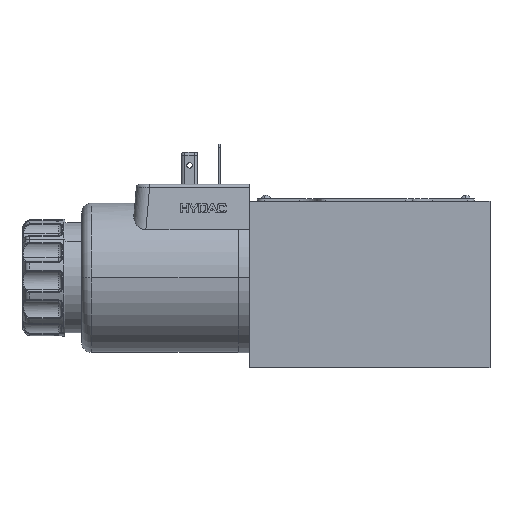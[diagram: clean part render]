
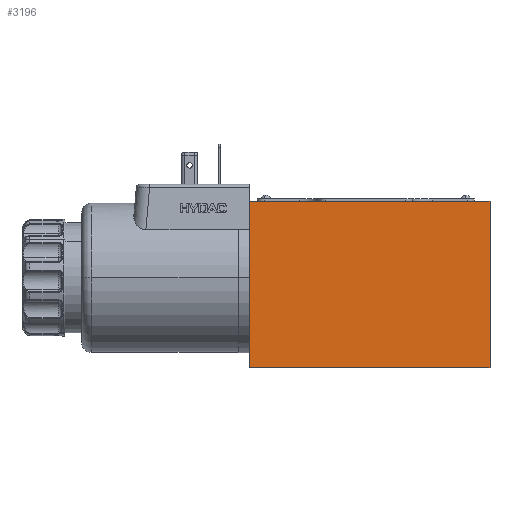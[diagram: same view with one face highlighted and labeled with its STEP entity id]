
A CAD part, top view. The second image highlights one B-rep face of the part: STEP entity #3196.
In plain terms, the highlighted planar face has unit normal (0, 0, 1).
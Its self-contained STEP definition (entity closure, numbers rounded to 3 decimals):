
#464 = EDGE_CURVE ( 'NONE', #12402, #13141, #17523, .T. ) ;
#3196 = ADVANCED_FACE ( 'NONE', ( #13229 ), #29115, .F. ) ;
#4262 = ORIENTED_EDGE ( 'NONE', *, *, #17894, .T. ) ;
#4953 = VECTOR ( 'NONE', #16783, 1000. ) ;
#5352 = VERTEX_POINT ( 'NONE', #30192 ) ;
#5420 = CARTESIAN_POINT ( 'NONE',  ( -36., 49.85, 23. ) ) ;
#5538 = DIRECTION ( 'NONE',  ( 1., 0., 0. ) ) ;
#6829 = CARTESIAN_POINT ( 'NONE',  ( -36., 0., 23. ) ) ;
#9841 = CARTESIAN_POINT ( 'NONE',  ( 36., 0., 23. ) ) ;
#9901 = LINE ( 'NONE', #5420, #13264 ) ;
#12402 = VERTEX_POINT ( 'NONE', #21107 ) ;
#13084 = ORIENTED_EDGE ( 'NONE', *, *, #464, .T. ) ;
#13141 = VERTEX_POINT ( 'NONE', #19618 ) ;
#13229 = FACE_OUTER_BOUND ( 'NONE', #29637, .T. ) ;
#13264 = VECTOR ( 'NONE', #5538, 1000. ) ;
#15131 = ORIENTED_EDGE ( 'NONE', *, *, #16497, .F. ) ;
#15937 = LINE ( 'NONE', #6829, #22538 ) ;
#16497 = EDGE_CURVE ( 'NONE', #5352, #27420, #30642, .T. ) ;
#16573 = DIRECTION ( 'NONE',  ( 1., 0., 0. ) ) ;
#16783 = DIRECTION ( 'NONE',  ( 0., -1., 0. ) ) ;
#17268 = VECTOR ( 'NONE', #20384, 1000. ) ;
#17523 = LINE ( 'NONE', #21380, #17268 ) ;
#17894 = EDGE_CURVE ( 'NONE', #13141, #27420, #15937, .T. ) ;
#18275 = EDGE_CURVE ( 'NONE', #12402, #5352, #9901, .T. ) ;
#19618 = CARTESIAN_POINT ( 'NONE',  ( -36., 0., 23. ) ) ;
#20384 = DIRECTION ( 'NONE',  ( 0., -1., 0. ) ) ;
#21107 = CARTESIAN_POINT ( 'NONE',  ( -36., 49.85, 23. ) ) ;
#21380 = CARTESIAN_POINT ( 'NONE',  ( -36., 49.85, 23. ) ) ;
#22538 = VECTOR ( 'NONE', #16573, 1000. ) ;
#24541 = ORIENTED_EDGE ( 'NONE', *, *, #18275, .F. ) ;
#24980 = AXIS2_PLACEMENT_3D ( 'NONE', #29499, #28501, #28406 ) ;
#27420 = VERTEX_POINT ( 'NONE', #9841 ) ;
#28406 = DIRECTION ( 'NONE',  ( -1., 0., 0. ) ) ;
#28501 = DIRECTION ( 'NONE',  ( 0., 0., -1. ) ) ;
#29115 = PLANE ( 'NONE',  #24980 ) ;
#29499 = CARTESIAN_POINT ( 'NONE',  ( -36., 49.85, 23. ) ) ;
#29637 = EDGE_LOOP ( 'NONE', ( #4262, #15131, #24541, #13084 ) ) ;
#30192 = CARTESIAN_POINT ( 'NONE',  ( 36., 49.85, 23. ) ) ;
#30642 = LINE ( 'NONE', #31306, #4953 ) ;
#31306 = CARTESIAN_POINT ( 'NONE',  ( 36., 49.85, 23. ) ) ;
